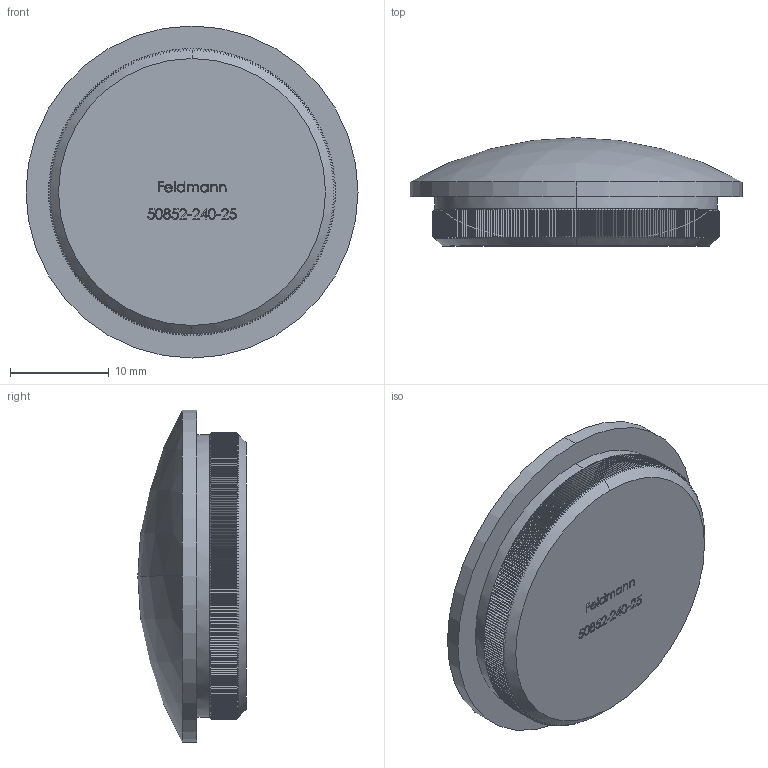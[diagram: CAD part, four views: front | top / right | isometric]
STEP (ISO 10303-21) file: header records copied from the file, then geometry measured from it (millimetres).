
FILE_DESCRIPTION (( 'STEP AP203' ), '1' );
FILE_NAME ('50852-240-25.step', '2018-12-03T10:27:37', ( '' ), ( '' ), 'SwSTEP 2.0', 'SolidWorks 2015', '' );
FILE_SCHEMA (( 'CONFIG_CONTROL_DESIGN' ));
Length unit declared in the file: millimetre
Products named in the file (1): 50852-240-25
Bounding box: 33.7 x 11 x 33.7 mm (x, y, z)
Volume: 6629.2 mm3; surface area: 2632.2 mm2
Topology: 1 solids, 1 shells, 1514 faces, 3826 edges, 2343 vertices
Faces by surface type: plane 761, cylinder 314, cone 312, bspline 125, sphere 2
Entity records: 53083 total; most frequent: CARTESIAN_POINT 19457, ORIENTED_EDGE 7652, DIRECTION 6058, EDGE_CURVE 3826, VERTEX_POINT 2343, AXIS2_PLACEMENT_3D 2332, EDGE_LOOP 1543, FACE_OUTER_BOUND 1514
